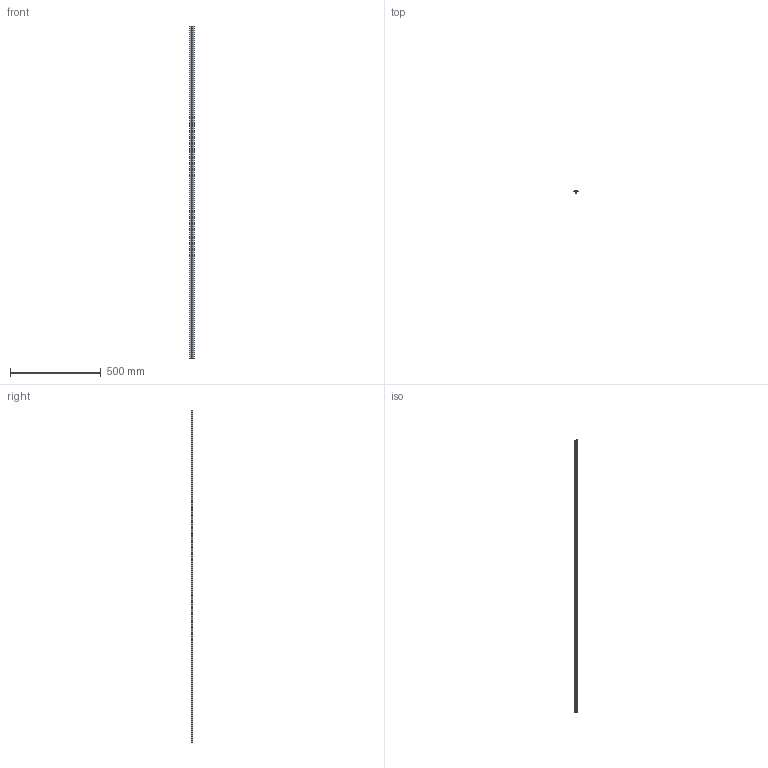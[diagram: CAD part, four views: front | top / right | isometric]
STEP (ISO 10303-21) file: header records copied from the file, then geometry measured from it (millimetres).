
FILE_DESCRIPTION (( 'STEP AP203' ), '1' );
FILE_NAME ('47065T362_T-Slotted Framing.STEP', '2021-07-08T14:36:00', ( 'Administrator' ), ( 'Managed by Terraform' ), 'SwSTEP 2.0', 'SolidWorks 2017', '' );
FILE_SCHEMA (( 'CONFIG_CONTROL_DESIGN' ));
Length unit declared in the file: inch
Products named in the file (1): 47065T362_T-Slotted Framing
Bounding box: 25.32 x 10.94 x 1828.8 mm (x, y, z)
Volume: 151710.2 mm3; surface area: 180902.9 mm2
Topology: 1 solids, 1 shells, 97 faces, 285 edges, 190 vertices
Faces by surface type: cylinder 85, plane 12
Entity records: 3412 total; most frequent: DIRECTION 651, CARTESIAN_POINT 573, ORIENTED_EDGE 570, EDGE_CURVE 285, AXIS2_PLACEMENT_3D 268, VERTEX_POINT 190, CIRCLE 170, LINE 115
